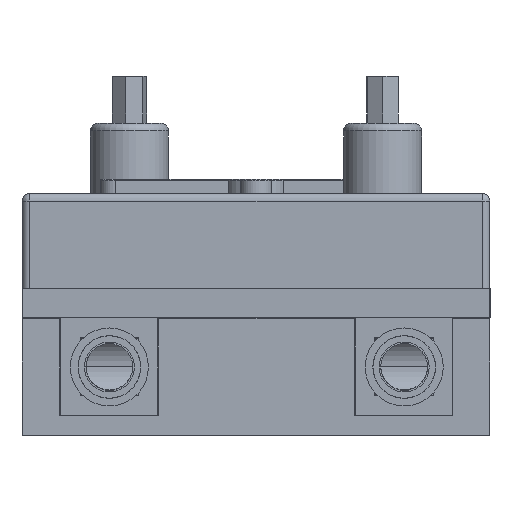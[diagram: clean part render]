
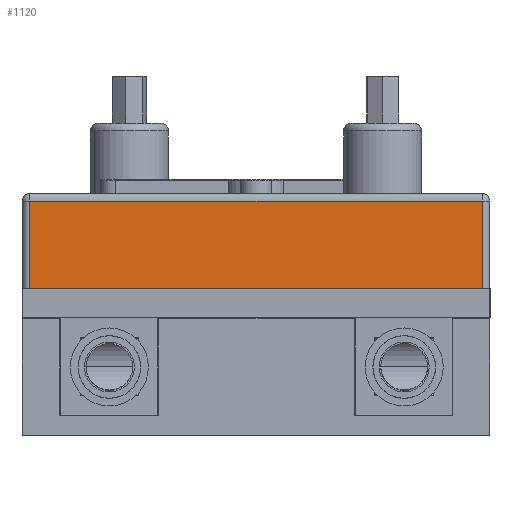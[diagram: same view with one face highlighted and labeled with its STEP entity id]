
A CAD part, left-side view. The second image highlights one B-rep face of the part: STEP entity #1120.
In plain terms, the highlighted planar face has unit normal (-1, 0, 0).
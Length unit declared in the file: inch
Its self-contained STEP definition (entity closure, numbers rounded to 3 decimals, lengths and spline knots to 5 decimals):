
#34 = DIRECTION ( 'NONE',  ( 0., 0., -1. ) ) ;
#107 = DIRECTION ( 'NONE',  ( 0., 0., -1. ) ) ;
#325 = FACE_OUTER_BOUND ( 'NONE', #866, .T. ) ;
#331 = DIRECTION ( 'NONE',  ( 0., -1., 0. ) ) ;
#866 = EDGE_LOOP ( 'NONE', ( #5887, #7001, #4876, #9568 ) ) ;
#1120 = ADVANCED_FACE ( 'NONE', ( #325 ), #3072, .F. ) ;
#1268 = CARTESIAN_POINT ( 'NONE',  ( -1.5, 0.56, 1.45 ) ) ;
#1392 = VECTOR ( 'NONE', #8757, 39.37008 ) ;
#1460 = VECTOR ( 'NONE', #107, 39.37008 ) ;
#1633 = DIRECTION ( 'NONE',  ( 1., 0., 0. ) ) ;
#2215 = CARTESIAN_POINT ( 'NONE',  ( -1.5, 0.61, 1.45 ) ) ;
#2508 = CARTESIAN_POINT ( 'NONE',  ( -1.5, 0.61, -1.45 ) ) ;
#2989 = LINE ( 'NONE', #2215, #3666 ) ;
#3072 = PLANE ( 'NONE',  #8698 ) ;
#3532 = VECTOR ( 'NONE', #331, 39.37008 ) ;
#3557 = CARTESIAN_POINT ( 'NONE',  ( -1.5, 0., 1.5 ) ) ;
#3666 = VECTOR ( 'NONE', #8138, 39.37008 ) ;
#4119 = LINE ( 'NONE', #2508, #3532 ) ;
#4876 = ORIENTED_EDGE ( 'NONE', *, *, #7271, .T. ) ;
#4946 = VERTEX_POINT ( 'NONE', #7258 ) ;
#5338 = EDGE_CURVE ( 'NONE', #7083, #4946, #4119, .T. ) ;
#5763 = VERTEX_POINT ( 'NONE', #8850 ) ;
#5887 = ORIENTED_EDGE ( 'NONE', *, *, #9225, .T. ) ;
#6569 = EDGE_CURVE ( 'NONE', #5763, #8915, #2989, .T. ) ;
#6599 = LINE ( 'NONE', #3557, #1392 ) ;
#7001 = ORIENTED_EDGE ( 'NONE', *, *, #5338, .T. ) ;
#7083 = VERTEX_POINT ( 'NONE', #8140 ) ;
#7258 = CARTESIAN_POINT ( 'NONE',  ( -1.5, 0., -1.45 ) ) ;
#7271 = EDGE_CURVE ( 'NONE', #4946, #5763, #6599, .T. ) ;
#7602 = LINE ( 'NONE', #8154, #1460 ) ;
#8127 = CARTESIAN_POINT ( 'NONE',  ( -1.5, 0.61, 1.5 ) ) ;
#8138 = DIRECTION ( 'NONE',  ( 0., 1., 0. ) ) ;
#8140 = CARTESIAN_POINT ( 'NONE',  ( -1.5, 0.56, -1.45 ) ) ;
#8154 = CARTESIAN_POINT ( 'NONE',  ( -1.5, 0.56, 1.5 ) ) ;
#8698 = AXIS2_PLACEMENT_3D ( 'NONE', #8127, #1633, #34 ) ;
#8757 = DIRECTION ( 'NONE',  ( 0., 0., 1. ) ) ;
#8850 = CARTESIAN_POINT ( 'NONE',  ( -1.5, 0., 1.45 ) ) ;
#8915 = VERTEX_POINT ( 'NONE', #1268 ) ;
#9225 = EDGE_CURVE ( 'NONE', #8915, #7083, #7602, .T. ) ;
#9568 = ORIENTED_EDGE ( 'NONE', *, *, #6569, .T. ) ;
